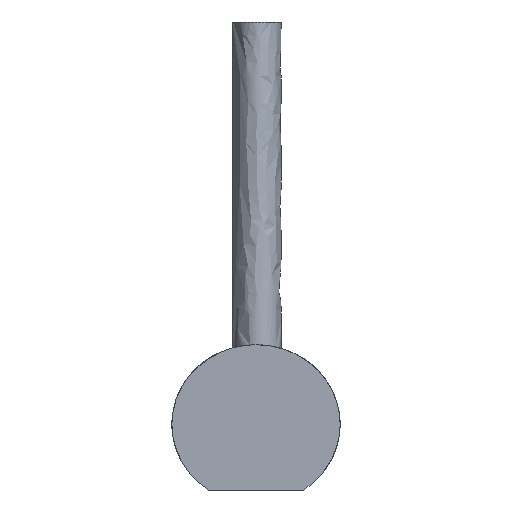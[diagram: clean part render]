
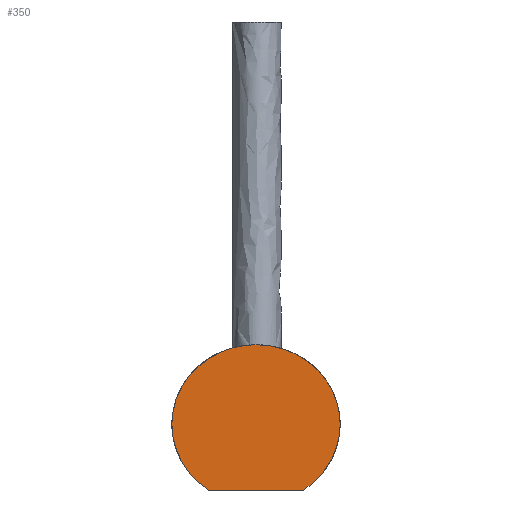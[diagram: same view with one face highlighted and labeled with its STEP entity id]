
A CAD part, front view. The second image highlights one B-rep face of the part: STEP entity #350.
In plain terms, the highlighted free-form (B-spline) face has degree [1, 1] with [2, 2] control points.
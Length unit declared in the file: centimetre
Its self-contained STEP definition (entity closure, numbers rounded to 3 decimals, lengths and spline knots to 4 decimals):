
#10 = CARTESIAN_POINT ('', (14.8772, -22.6023, 0.));
#20 = VERTEX_POINT ('', #10);
#30 = CARTESIAN_POINT ('', (22.4797, -22.6023, 23.2331));
#40 = VERTEX_POINT ('', #30);
#50 = CARTESIAN_POINT ('', (14.8772, -22.6023, 0.));
#60 = CARTESIAN_POINT ('', (9.0239, -22.6023, 3.7919));
#70 = CARTESIAN_POINT ('', (9.0239, -22.6023, 10.5033));
#80 = CARTESIAN_POINT ('', (9.0239, -22.6023, 23.2331));
#90 = CARTESIAN_POINT ('', (22.4797, -22.6023, 23.2331));
#100 = (
   BOUNDED_CURVE ()
   B_SPLINE_CURVE (2, (#50, #60, #70, #80, #90), .UNSPECIFIED., .F., .U.)
   B_SPLINE_CURVE_WITH_KNOTS ((3, 2, 3), (19.1271, 24.0286, 32.0381), .UNSPECIFIED.)
   CURVE ()
   GEOMETRIC_REPRESENTATION_ITEM ()
   RATIONAL_B_SPLINE_CURVE ((0.861, 0.821, 1., 0.707, 1.))
   REPRESENTATION_ITEM ('')
);
#110 = EDGE_CURVE ('', #20, #40, #100, .T.);
#120 = ORIENTED_EDGE ('', *, *, #110, .F.);
#130 = CARTESIAN_POINT ('', (30.0822, -22.6023, 0.));
#140 = VERTEX_POINT ('', #130);
#150 = CARTESIAN_POINT ('', (30.0822, -22.6023, 0.));
#160 = CARTESIAN_POINT ('', (14.8772, -22.6023, 0.));
#170 = B_SPLINE_CURVE_WITH_KNOTS ('', 1, (#150, #160), .UNSPECIFIED., .F., .U., (2, 2), (0.457, 0.7295), .UNSPECIFIED.);
#180 = EDGE_CURVE ('', #140, #20, #170, .T.);
#190 = ORIENTED_EDGE ('', *, *, #180, .F.);
#200 = CARTESIAN_POINT ('', (22.4797, -22.6023, 23.2331));
#210 = CARTESIAN_POINT ('', (35.9356, -22.6023, 23.2331));
#220 = CARTESIAN_POINT ('', (35.9356, -22.6023, 10.5033));
#230 = CARTESIAN_POINT ('', (35.9356, -22.6023, 3.7919));
#240 = CARTESIAN_POINT ('', (30.0822, -22.6023, 0.));
#250 = (
   BOUNDED_CURVE ()
   B_SPLINE_CURVE (2, (#200, #210, #220, #230, #240), .UNSPECIFIED., .F., .U.)
   B_SPLINE_CURVE_WITH_KNOTS ((3, 2, 3), (0., 8.0095, 12.911), .UNSPECIFIED.)
   CURVE ()
   GEOMETRIC_REPRESENTATION_ITEM ()
   RATIONAL_B_SPLINE_CURVE ((1., 0.707, 1., 0.821, 0.861))
   REPRESENTATION_ITEM ('')
);
#260 = EDGE_CURVE ('', #40, #140, #250, .T.);
#270 = ORIENTED_EDGE ('', *, *, #260, .F.);
#280 = EDGE_LOOP ('', (#120, #190, #270));
#290 = FACE_OUTER_BOUND ('', #280, .T.);
#300 = CARTESIAN_POINT ('', (7.6783, -22.6023, -3.4995));
#310 = CARTESIAN_POINT ('', (7.6783, -22.6023, 24.506));
#320 = CARTESIAN_POINT ('', (37.2812, -22.6023, -3.4995));
#330 = CARTESIAN_POINT ('', (37.2812, -22.6023, 24.506));
#340 = B_SPLINE_SURFACE_WITH_KNOTS ('', 1, 1, ((#300, #310), (#320, #330)), .UNSPECIFIED., .F., .F., .U., (2, 2), (2, 2), (0., 1.), (0., 1.), .UNSPECIFIED.);
#350 = ADVANCED_FACE ('', (#290), #340, .T.);
